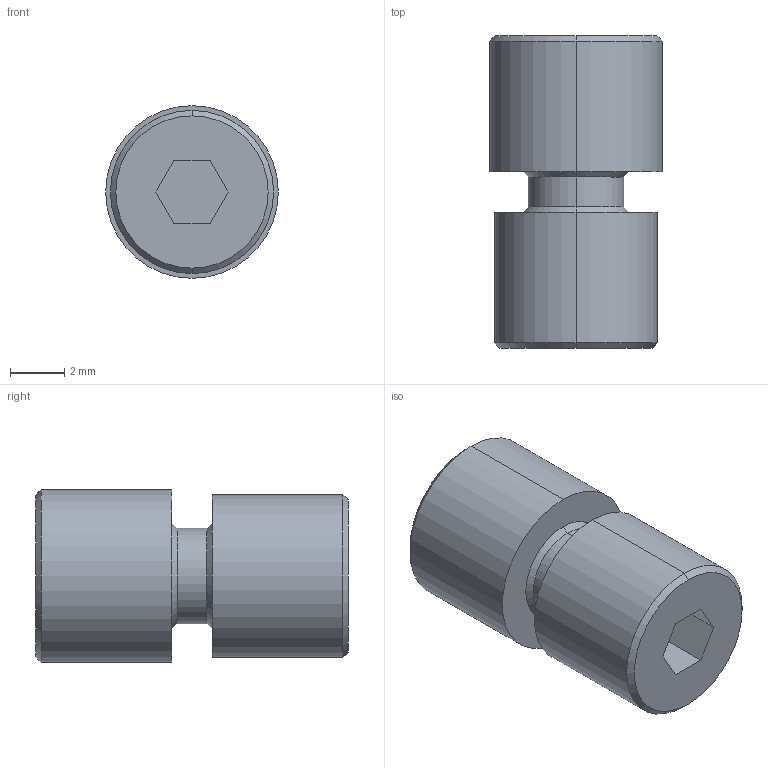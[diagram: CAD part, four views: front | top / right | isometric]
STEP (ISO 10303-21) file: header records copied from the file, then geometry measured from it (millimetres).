
FILE_DESCRIPTION (( 'STEP AP203' ), '1' );
FILE_NAME ('07SRT-1.STEP', '2016-04-26T01:03:25', ( '' ), ( '' ), 'SwSTEP 2.0', 'SolidWorks 2016', '' );
FILE_SCHEMA (( 'CONFIG_CONTROL_DESIGN' ));
Length unit declared in the file: millimetre
Products named in the file (1): 07SRT-1
Bounding box: 6.35 x 11.5 x 6.35 mm (x, y, z)
Volume: 286.4 mm3; surface area: 351.8 mm2
Topology: 1 solids, 1 shells, 32 faces, 70 edges, 44 vertices
Faces by surface type: plane 18, cone 8, cylinder 6
Entity records: 947 total; most frequent: DIRECTION 156, CARTESIAN_POINT 147, ORIENTED_EDGE 140, EDGE_CURVE 70, AXIS2_PLACEMENT_3D 53, LINE 50, VECTOR 50, VERTEX_POINT 44
